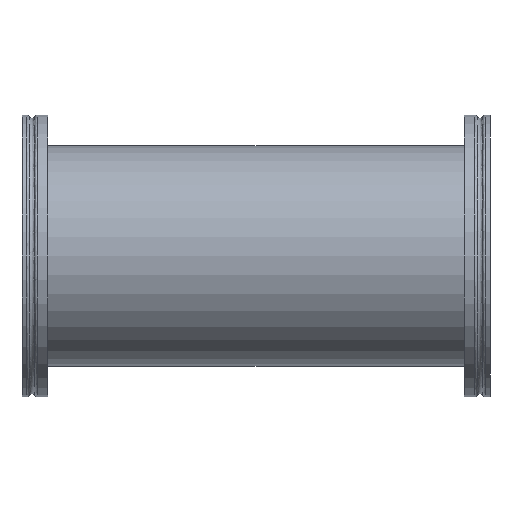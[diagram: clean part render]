
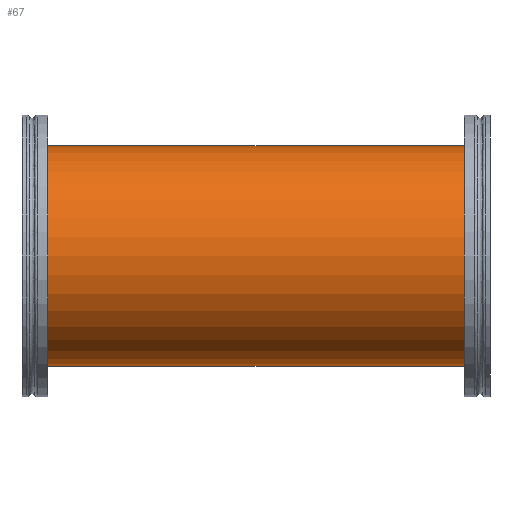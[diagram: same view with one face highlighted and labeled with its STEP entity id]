
A CAD part, front view. The second image highlights one B-rep face of the part: STEP entity #67.
In plain terms, the highlighted cylindrical face has radius 50.8 mm (diameter 101.6 mm), a full revolution.
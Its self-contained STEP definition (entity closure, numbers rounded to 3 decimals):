
#20 = CARTESIAN_POINT ( 'NONE',  ( 0., 0., 0. ) ) ;
#33 = CARTESIAN_POINT ( 'NONE',  ( 203.3, 0., -50.8 ) ) ;
#39 = DIRECTION ( 'NONE',  ( 0., 0., -1. ) ) ;
#62 = EDGE_LOOP ( 'NONE', ( #1014 ) ) ;
#67 = ADVANCED_FACE ( 'NONE', ( #374, #997 ), #739, .T. ) ;
#138 = DIRECTION ( 'NONE',  ( 0., 0., -1. ) ) ;
#212 = DIRECTION ( 'NONE',  ( -1., 0., 0. ) ) ;
#227 = CIRCLE ( 'NONE', #1002, 50.8 ) ;
#228 = AXIS2_PLACEMENT_3D ( 'NONE', #1025, #671, #980 ) ;
#336 = DIRECTION ( 'NONE',  ( 1., 0., 0. ) ) ;
#345 = EDGE_LOOP ( 'NONE', ( #672 ) ) ;
#358 = VERTEX_POINT ( 'NONE', #33 ) ;
#367 = CARTESIAN_POINT ( 'NONE',  ( 203.3, 0., 0. ) ) ;
#374 = FACE_OUTER_BOUND ( 'NONE', #345, .T. ) ;
#378 = EDGE_CURVE ( 'NONE', #358, #358, #836, .T. ) ;
#421 = AXIS2_PLACEMENT_3D ( 'NONE', #367, #212, #138 ) ;
#498 = CARTESIAN_POINT ( 'NONE',  ( 0., 0., -50.8 ) ) ;
#569 = EDGE_CURVE ( 'NONE', #718, #718, #227, .T. ) ;
#671 = DIRECTION ( 'NONE',  ( 1., 0., 0. ) ) ;
#672 = ORIENTED_EDGE ( 'NONE', *, *, #569, .T. ) ;
#718 = VERTEX_POINT ( 'NONE', #498 ) ;
#739 = CYLINDRICAL_SURFACE ( 'NONE', #228, 50.8 ) ;
#836 = CIRCLE ( 'NONE', #421, 50.8 ) ;
#980 = DIRECTION ( 'NONE',  ( 0., 0., -1. ) ) ;
#997 = FACE_OUTER_BOUND ( 'NONE', #62, .T. ) ;
#1002 = AXIS2_PLACEMENT_3D ( 'NONE', #20, #336, #39 ) ;
#1014 = ORIENTED_EDGE ( 'NONE', *, *, #378, .T. ) ;
#1025 = CARTESIAN_POINT ( 'NONE',  ( 0., 0., 0. ) ) ;
